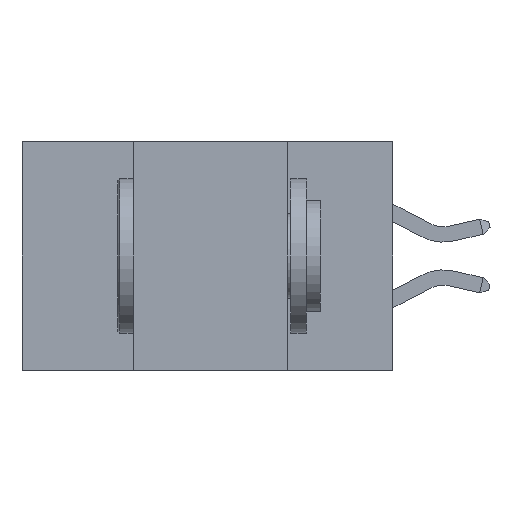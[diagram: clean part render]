
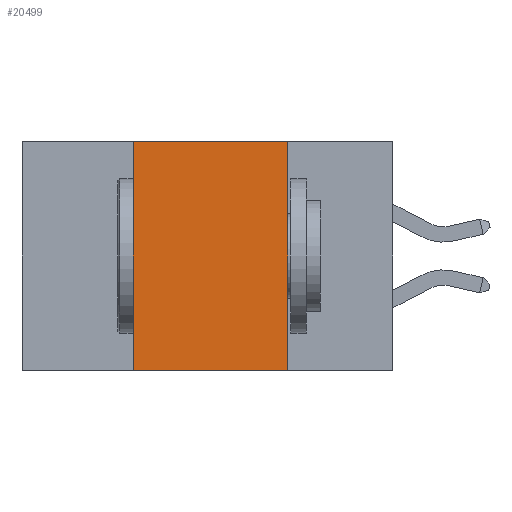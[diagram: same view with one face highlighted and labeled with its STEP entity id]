
A CAD part, left-side view. The second image highlights one B-rep face of the part: STEP entity #20499.
In plain terms, the highlighted planar face has unit normal (-1, 0, 0).
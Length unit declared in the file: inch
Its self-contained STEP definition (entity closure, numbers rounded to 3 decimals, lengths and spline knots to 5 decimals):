
#531 = VERTEX_POINT ( 'NONE', #4385 ) ;
#1120 = CARTESIAN_POINT ( 'NONE',  ( 0., 0.17, 0. ) ) ;
#1676 = DIRECTION ( 'NONE',  ( 0., -1., 0. ) ) ;
#2418 = VERTEX_POINT ( 'NONE', #22224 ) ;
#2783 = ORIENTED_EDGE ( 'NONE', *, *, #5305, .F. ) ;
#3259 = DIRECTION ( 'NONE',  ( 0., 0., -1. ) ) ;
#4385 = CARTESIAN_POINT ( 'NONE',  ( 0., 0.42, -0.37 ) ) ;
#4423 = ORIENTED_EDGE ( 'NONE', *, *, #15046, .T. ) ;
#4629 = EDGE_LOOP ( 'NONE', ( #2783, #6548, #6638, #4423 ) ) ;
#4664 = LINE ( 'NONE', #19669, #22805 ) ;
#4677 = VERTEX_POINT ( 'NONE', #15099 ) ;
#5305 = EDGE_CURVE ( 'NONE', #15179, #2418, #19280, .T. ) ;
#6548 = ORIENTED_EDGE ( 'NONE', *, *, #7984, .F. ) ;
#6638 = ORIENTED_EDGE ( 'NONE', *, *, #9887, .F. ) ;
#7144 = VECTOR ( 'NONE', #1676, 39.37008 ) ;
#7515 = DIRECTION ( 'NONE',  ( 0., -1., 0. ) ) ;
#7984 = EDGE_CURVE ( 'NONE', #4677, #15179, #11826, .T. ) ;
#8512 = DIRECTION ( 'NONE',  ( 0., 0., 1. ) ) ;
#8871 = CARTESIAN_POINT ( 'NONE',  ( 0., 0.6, 0. ) ) ;
#9887 = EDGE_CURVE ( 'NONE', #531, #4677, #11828, .T. ) ;
#10403 = CARTESIAN_POINT ( 'NONE',  ( 0., 0.6, 0. ) ) ;
#11269 = VECTOR ( 'NONE', #8512, 39.37008 ) ;
#11357 = CARTESIAN_POINT ( 'NONE',  ( 0., 0.17, 0. ) ) ;
#11826 = LINE ( 'NONE', #8871, #7144 ) ;
#11828 = LINE ( 'NONE', #13715, #11269 ) ;
#13715 = CARTESIAN_POINT ( 'NONE',  ( 0., 0.42, 0. ) ) ;
#13924 = DIRECTION ( 'NONE',  ( 1., 0., 0. ) ) ;
#14665 = VECTOR ( 'NONE', #15936, 39.37008 ) ;
#15046 = EDGE_CURVE ( 'NONE', #531, #2418, #4664, .T. ) ;
#15099 = CARTESIAN_POINT ( 'NONE',  ( 0., 0.42, 0. ) ) ;
#15179 = VERTEX_POINT ( 'NONE', #11357 ) ;
#15936 = DIRECTION ( 'NONE',  ( 0., 0., -1. ) ) ;
#17542 = FACE_OUTER_BOUND ( 'NONE', #4629, .T. ) ;
#19280 = LINE ( 'NONE', #1120, #14665 ) ;
#19669 = CARTESIAN_POINT ( 'NONE',  ( 0., 0.6, -0.37 ) ) ;
#20499 = ADVANCED_FACE ( 'NONE', ( #17542 ), #20866, .F. ) ;
#20866 = PLANE ( 'NONE',  #21288 ) ;
#21288 = AXIS2_PLACEMENT_3D ( 'NONE', #10403, #13924, #3259 ) ;
#22224 = CARTESIAN_POINT ( 'NONE',  ( 0., 0.17, -0.37 ) ) ;
#22805 = VECTOR ( 'NONE', #7515, 39.37008 ) ;
